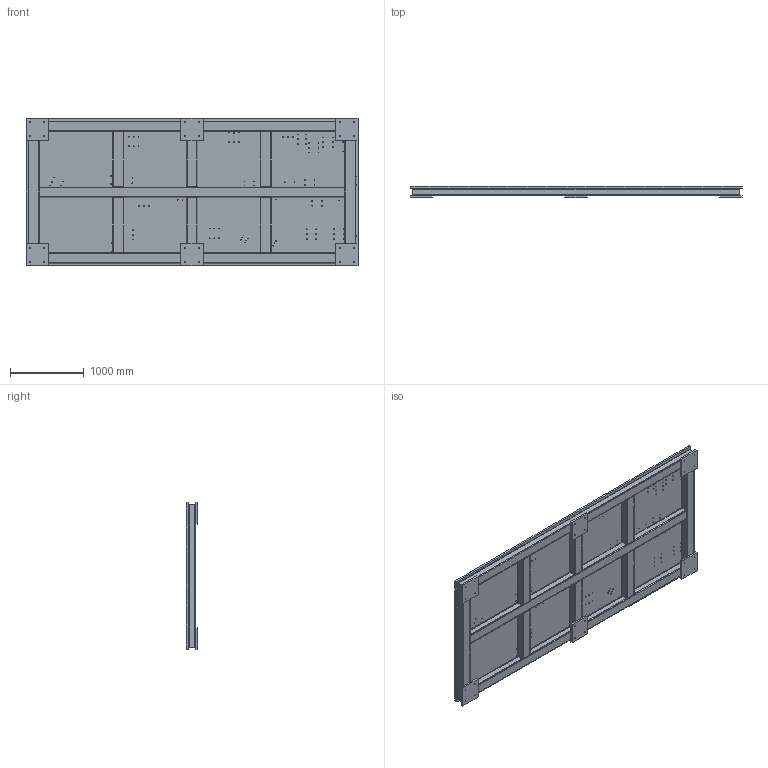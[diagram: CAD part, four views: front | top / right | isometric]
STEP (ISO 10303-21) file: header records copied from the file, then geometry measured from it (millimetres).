
FILE_DESCRIPTION(('CATIA V5 STEP Exchange'),'2;1');
FILE_NAME('C00363441-HZ-519-227040-1-UN101-0-001-01-OFF.stp','2022-04-21T13:25:21+00:00',('none'),('none'),'CATIA Version 5-6 Release 2016','CATIA V5 STEP AP203','none');
FILE_SCHEMA(('CONFIG_CONTROL_DESIGN'));
Length unit declared in the file: millimetre
Products named in the file (1): C00363441-HZ-519-227040-1-UN101-0-001-01-OFF
Bounding box: 4500 x 150 x 2000 mm (x, y, z)
Volume: 287701788 mm3; surface area: 39061947.5 mm2
Topology: 18 solids, 18 shells, 2061 faces, 5024 edges, 2946 vertices
Faces by surface type: plane 1345, cylinder 636, cone 80
Entity records: 51435 total; most frequent: ORIENTED_EDGE 9888, CARTESIAN_POINT 9514, DIRECTION 5954, EDGE_CURVE 4944, VECTOR 3606, LINE 3606, VERTEX_POINT 2946, EDGE_LOOP 2574
